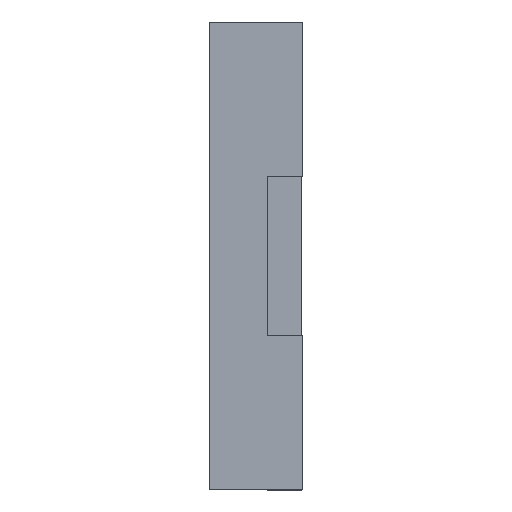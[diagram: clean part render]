
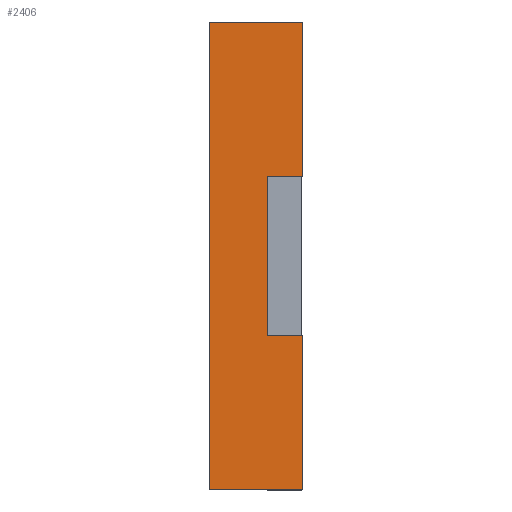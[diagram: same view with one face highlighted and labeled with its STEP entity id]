
A CAD part, left-side view. The second image highlights one B-rep face of the part: STEP entity #2406.
In plain terms, the highlighted planar face has unit normal (-1, 0, 0).
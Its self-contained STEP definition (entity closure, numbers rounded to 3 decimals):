
#7 = CARTESIAN_POINT ( 'NONE',  ( -50., 0., -50. ) ) ;
#45 = LINE ( 'NONE', #56, #266 ) ;
#56 = CARTESIAN_POINT ( 'NONE',  ( -50., 0., -50. ) ) ;
#142 = VERTEX_POINT ( 'NONE', #3495 ) ;
#235 = VERTEX_POINT ( 'NONE', #7 ) ;
#266 = VECTOR ( 'NONE', #3658, 1000. ) ;
#311 = CARTESIAN_POINT ( 'NONE',  ( -50., 7.5, -17. ) ) ;
#340 = ORIENTED_EDGE ( 'NONE', *, *, #4832, .T. ) ;
#430 = VERTEX_POINT ( 'NONE', #311 ) ;
#453 = VECTOR ( 'NONE', #1952, 1000. ) ;
#461 = VECTOR ( 'NONE', #2033, 1000. ) ;
#499 = ORIENTED_EDGE ( 'NONE', *, *, #3415, .F. ) ;
#554 = DIRECTION ( 'NONE',  ( 0., -1., 0. ) ) ;
#578 = CARTESIAN_POINT ( 'NONE',  ( -50., 0., -50. ) ) ;
#681 = VECTOR ( 'NONE', #2841, 1000. ) ;
#815 = ORIENTED_EDGE ( 'NONE', *, *, #4186, .T. ) ;
#1054 = DIRECTION ( 'NONE',  ( -1., 0., 0. ) ) ;
#1317 = CARTESIAN_POINT ( 'NONE',  ( -50., 0., 17. ) ) ;
#1409 = LINE ( 'NONE', #5353, #2460 ) ;
#1468 = CARTESIAN_POINT ( 'NONE',  ( -50., 20., -50. ) ) ;
#1490 = EDGE_CURVE ( 'NONE', #142, #430, #3941, .T. ) ;
#1663 = LINE ( 'NONE', #578, #2721 ) ;
#1921 = CARTESIAN_POINT ( 'NONE',  ( -50., 20., -50. ) ) ;
#1941 = ORIENTED_EDGE ( 'NONE', *, *, #2697, .T. ) ;
#1952 = DIRECTION ( 'NONE',  ( 0., 0., -1. ) ) ;
#1967 = AXIS2_PLACEMENT_3D ( 'NONE', #1468, #1054, #554 ) ;
#2033 = DIRECTION ( 'NONE',  ( 0., 0., 1. ) ) ;
#2090 = CARTESIAN_POINT ( 'NONE',  ( -50., 20., -50. ) ) ;
#2091 = ORIENTED_EDGE ( 'NONE', *, *, #1490, .T. ) ;
#2123 = VERTEX_POINT ( 'NONE', #5295 ) ;
#2211 = LINE ( 'NONE', #1921, #453 ) ;
#2364 = ORIENTED_EDGE ( 'NONE', *, *, #3949, .T. ) ;
#2378 = VECTOR ( 'NONE', #5344, 1000. ) ;
#2400 = VECTOR ( 'NONE', #4239, 1000. ) ;
#2406 = ADVANCED_FACE ( 'NONE', ( #4904 ), #2774, .T. ) ;
#2460 = VECTOR ( 'NONE', #5792, 1000. ) ;
#2518 = VERTEX_POINT ( 'NONE', #4190 ) ;
#2697 = EDGE_CURVE ( 'NONE', #2123, #4034, #3311, .T. ) ;
#2721 = VECTOR ( 'NONE', #3720, 1000. ) ;
#2754 = CARTESIAN_POINT ( 'NONE',  ( -50., 20., -50. ) ) ;
#2774 = PLANE ( 'NONE',  #1967 ) ;
#2841 = DIRECTION ( 'NONE',  ( 0., -1., 0. ) ) ;
#2857 = LINE ( 'NONE', #4705, #461 ) ;
#2931 = ORIENTED_EDGE ( 'NONE', *, *, #3900, .F. ) ;
#2941 = CARTESIAN_POINT ( 'NONE',  ( -50., 0., -17. ) ) ;
#2994 = VERTEX_POINT ( 'NONE', #2090 ) ;
#3037 = ORIENTED_EDGE ( 'NONE', *, *, #3689, .F. ) ;
#3138 = VERTEX_POINT ( 'NONE', #4429 ) ;
#3311 = LINE ( 'NONE', #1317, #2378 ) ;
#3415 = EDGE_CURVE ( 'NONE', #142, #235, #1663, .T. ) ;
#3495 = CARTESIAN_POINT ( 'NONE',  ( -50., 0., -17. ) ) ;
#3618 = EDGE_LOOP ( 'NONE', ( #2091, #2364, #1941, #2931, #3037, #340, #815, #499 ) ) ;
#3658 = DIRECTION ( 'NONE',  ( 0., 0., -1. ) ) ;
#3689 = EDGE_CURVE ( 'NONE', #2518, #3138, #1409, .T. ) ;
#3720 = DIRECTION ( 'NONE',  ( 0., 0., -1. ) ) ;
#3900 = EDGE_CURVE ( 'NONE', #3138, #4034, #45, .T. ) ;
#3941 = LINE ( 'NONE', #2941, #2400 ) ;
#3949 = EDGE_CURVE ( 'NONE', #430, #2123, #2857, .T. ) ;
#4034 = VERTEX_POINT ( 'NONE', #4723 ) ;
#4186 = EDGE_CURVE ( 'NONE', #2994, #235, #5695, .T. ) ;
#4190 = CARTESIAN_POINT ( 'NONE',  ( -50., 20., 50. ) ) ;
#4239 = DIRECTION ( 'NONE',  ( 0., 1., 0. ) ) ;
#4429 = CARTESIAN_POINT ( 'NONE',  ( -50., 0., 50. ) ) ;
#4705 = CARTESIAN_POINT ( 'NONE',  ( -50., 7.5, -17. ) ) ;
#4723 = CARTESIAN_POINT ( 'NONE',  ( -50., 0., 17. ) ) ;
#4832 = EDGE_CURVE ( 'NONE', #2518, #2994, #2211, .T. ) ;
#4904 = FACE_OUTER_BOUND ( 'NONE', #3618, .T. ) ;
#5295 = CARTESIAN_POINT ( 'NONE',  ( -50., 7.5, 17. ) ) ;
#5344 = DIRECTION ( 'NONE',  ( 0., -1., 0. ) ) ;
#5353 = CARTESIAN_POINT ( 'NONE',  ( -50., 20., 50. ) ) ;
#5695 = LINE ( 'NONE', #2754, #681 ) ;
#5792 = DIRECTION ( 'NONE',  ( 0., -1., 0. ) ) ;
